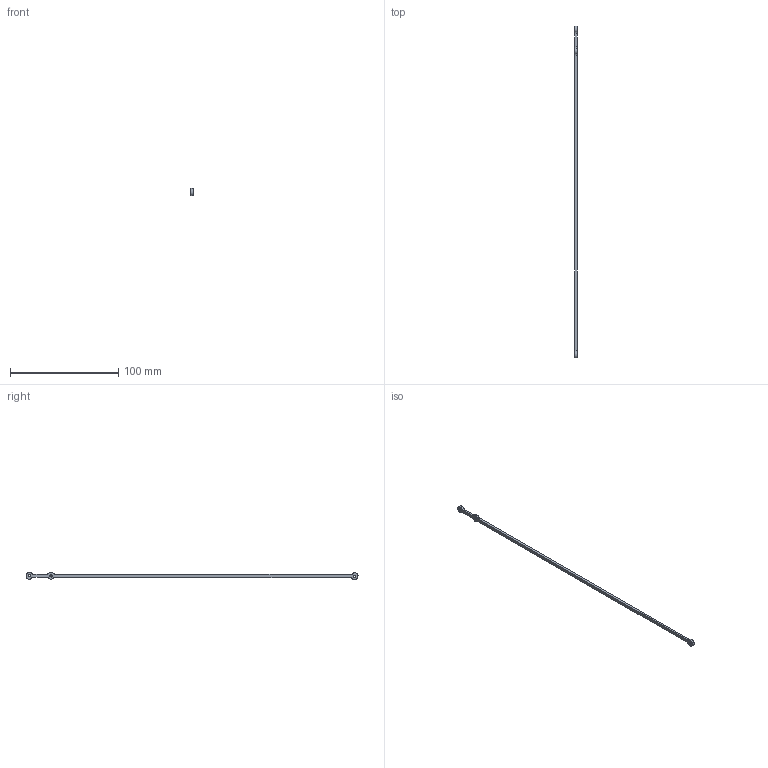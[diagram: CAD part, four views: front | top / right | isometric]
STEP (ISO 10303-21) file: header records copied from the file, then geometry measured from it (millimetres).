
FILE_DESCRIPTION(('CATIA V5 STEP Exchange'),'2;1');
FILE_NAME('Link 1.stp','2024-11-23T09:24:28+00:00',('none'),('none'),'CATIA Version 5 Release 20 GA (IN-10)','CATIA V5 STEP AP203','none');
FILE_SCHEMA(('CONFIG_CONTROL_DESIGN'));
Length unit declared in the file: millimetre
Products named in the file (1): Ornithopter
Bounding box: 2 x 306.18 x 6.59 mm (x, y, z)
Volume: 1890.6 mm3; surface area: 3177.5 mm2
Topology: 1 solids, 1 shells, 24 faces, 66 edges, 44 vertices
Faces by surface type: cylinder 18, plane 6
Entity records: 779 total; most frequent: ORIENTED_EDGE 132, CARTESIAN_POINT 130, DIRECTION 104, EDGE_CURVE 66, AXIS2_PLACEMENT_3D 56, VERTEX_POINT 44, CIRCLE 36, VECTOR 30
